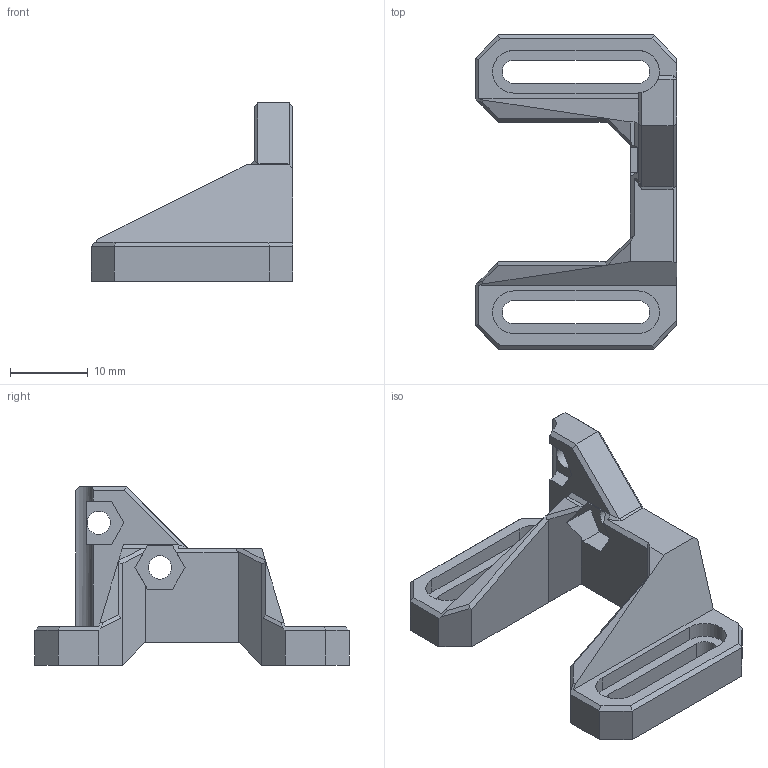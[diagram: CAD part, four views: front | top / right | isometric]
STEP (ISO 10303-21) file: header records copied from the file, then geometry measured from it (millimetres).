
FILE_DESCRIPTION(/* description */ (''),/* implementation_level */ '2;1');
FILE_NAME(/* name */ '5f3fc458860a91142647ee5c',/* time_stamp */ '2020-08-21T12:55:53+00:00',/* author */ (''),/* organization */ (''),/* preprocessor_version */ 'ST-DEVELOPER v16.7',/* originating_system */ $,/* authorisation */ $);
FILE_SCHEMA (('AUTOMOTIVE_DESIGN {1 0 10303 214 3 1 1}'));
Length unit declared in the file: metre
Products named in the file (1): endstop_block
Bounding box: 26 x 40.5 x 23 mm (x, y, z)
Volume: 4446.3 mm3; surface area: 3446.8 mm2
Topology: 1 solids, 1 shells, 92 faces, 253 edges, 164 vertices
Faces by surface type: plane 81, cylinder 10, bspline 1
Full cylindrical faces by diameter (mm): 3 x2
Entity records: 2890 total; most frequent: CARTESIAN_POINT 513, ORIENTED_EDGE 498, DIRECTION 456, EDGE_CURVE 249, LINE 222, VECTOR 222, VERTEX_POINT 162, AXIS2_PLACEMENT_3D 117
